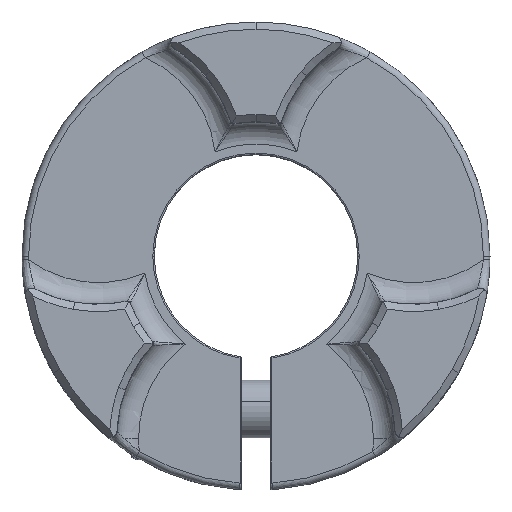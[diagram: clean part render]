
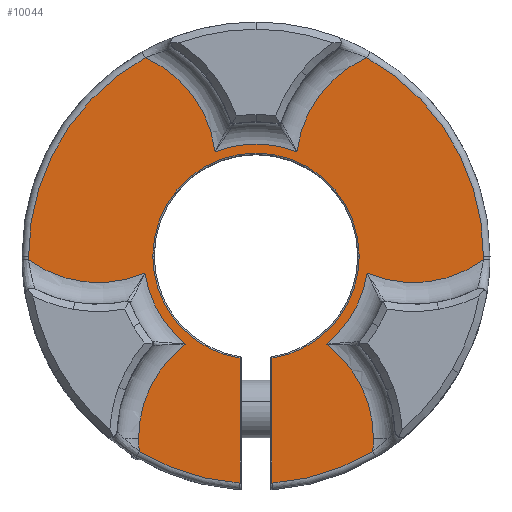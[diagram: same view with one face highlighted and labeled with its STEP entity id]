
A CAD part, top view. The second image highlights one B-rep face of the part: STEP entity #10044.
In plain terms, the highlighted planar face has unit normal (0, 0, 1).
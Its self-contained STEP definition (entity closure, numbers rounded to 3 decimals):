
#6703=CARTESIAN_POINT('',(-1.1,-7.014,10.4));
#6704=VERTEX_POINT('',#6703);
#7852=CARTESIAN_POINT('',(-1.1,-15.611,10.4));
#7853=VERTEX_POINT('',#7852);
#8097=CARTESIAN_POINT('',(1.1,-7.014,10.4));
#8098=VERTEX_POINT('',#8097);
#8141=CARTESIAN_POINT('',(-7.1,0.,10.4));
#8142=VERTEX_POINT('',#8141);
#8150=CARTESIAN_POINT('',(0.,0.,10.4));
#8151=DIRECTION('',(0.,0.,1.));
#8152=DIRECTION('',(1.,0.,-0.));
#8153=AXIS2_PLACEMENT_3D('',#8150,#8151,#8152);
#8154=CIRCLE('',#8153,7.1);
#8155=EDGE_CURVE('',#8142,#6704,#8154,.T.);
#9213=CARTESIAN_POINT('',(1.1,-15.611,10.4));
#9214=VERTEX_POINT('',#9213);
#9328=CARTESIAN_POINT('',(8.025,-13.436,10.4));
#9329=VERTEX_POINT('',#9328);
#9340=CARTESIAN_POINT('',(0.,0.,10.4));
#9341=DIRECTION('',(-0.,-0.,-1.));
#9342=DIRECTION('',(1.,0.,-0.));
#9343=AXIS2_PLACEMENT_3D('',#9340,#9341,#9342);
#9344=CIRCLE('',#9343,15.65);
#9345=EDGE_CURVE('',#9329,#9214,#9344,.T.);
#9865=CARTESIAN_POINT('',(0.,0.,10.4));
#9866=DIRECTION('',(0.,0.,1.));
#9867=DIRECTION('',(1.,0.,0.));
#9868=AXIS2_PLACEMENT_3D('',#9865,#9866,#9867);
#9869=PLANE('',#9868);
#9870=CARTESIAN_POINT('',(1.1,-115.613,10.4));
#9871=DIRECTION('',(-0.,1.,-0.));
#9872=VECTOR('',#9871,85.97);
#9873=LINE('',#9870,#9872);
#9874=EDGE_CURVE('',#9214,#8098,#9873,.T.);
#9875=ORIENTED_EDGE('',*,*,#9874,.F.);
#9876=ORIENTED_EDGE('',*,*,#9345,.F.);
#9877=CARTESIAN_POINT('',(8.077,-12.52,10.4));
#9878=VERTEX_POINT('',#9877);
#9879=CARTESIAN_POINT('',(-0.,-12.52,10.4));
#9880=DIRECTION('',(-0.,-0.,-1.));
#9881=DIRECTION('',(1.,0.,-0.));
#9882=AXIS2_PLACEMENT_3D('',#9879,#9880,#9881);
#9883=CIRCLE('',#9882,8.077);
#9884=EDGE_CURVE('',#9878,#9329,#9883,.T.);
#9885=ORIENTED_EDGE('',*,*,#9884,.F.);
#9886=CARTESIAN_POINT('',(4.823,-6.041,10.4));
#9887=VERTEX_POINT('',#9886);
#9888=CARTESIAN_POINT('',(-0.,-12.52,10.4));
#9889=DIRECTION('',(-0.,-0.,-1.));
#9890=DIRECTION('',(1.,0.,-0.));
#9891=AXIS2_PLACEMENT_3D('',#9888,#9889,#9890);
#9892=CIRCLE('',#9891,8.077);
#9893=EDGE_CURVE('',#9887,#9878,#9892,.T.);
#9894=ORIENTED_EDGE('',*,*,#9893,.F.);
#9895=CARTESIAN_POINT('',(7.643,-1.156,10.4));
#9896=VERTEX_POINT('',#9895);
#9897=CARTESIAN_POINT('',(0.,0.,10.4));
#9898=DIRECTION('',(-0.,-0.,-1.));
#9899=DIRECTION('',(1.,0.,-0.));
#9900=AXIS2_PLACEMENT_3D('',#9897,#9898,#9899);
#9901=CIRCLE('',#9900,7.73);
#9902=EDGE_CURVE('',#9896,#9887,#9901,.T.);
#9903=ORIENTED_EDGE('',*,*,#9902,.F.);
#9904=CARTESIAN_POINT('',(15.648,-0.232,10.4));
#9905=VERTEX_POINT('',#9904);
#9906=CARTESIAN_POINT('',(10.843,6.26,10.4));
#9907=DIRECTION('',(-0.,-0.,-1.));
#9908=DIRECTION('',(1.,0.,-0.));
#9909=AXIS2_PLACEMENT_3D('',#9906,#9907,#9908);
#9910=CIRCLE('',#9909,8.077);
#9911=EDGE_CURVE('',#9905,#9896,#9910,.T.);
#9912=ORIENTED_EDGE('',*,*,#9911,.F.);
#9913=CARTESIAN_POINT('',(15.65,-0.,10.4));
#9914=VERTEX_POINT('',#9913);
#9915=CARTESIAN_POINT('',(0.,0.,10.4));
#9916=DIRECTION('',(-0.,-0.,-1.));
#9917=DIRECTION('',(1.,0.,-0.));
#9918=AXIS2_PLACEMENT_3D('',#9915,#9916,#9917);
#9919=CIRCLE('',#9918,15.65);
#9920=EDGE_CURVE('',#9914,#9905,#9919,.T.);
#9921=ORIENTED_EDGE('',*,*,#9920,.F.);
#9922=CARTESIAN_POINT('',(7.623,13.668,10.4));
#9923=VERTEX_POINT('',#9922);
#9924=CARTESIAN_POINT('',(0.,0.,10.4));
#9925=DIRECTION('',(-0.,-0.,-1.));
#9926=DIRECTION('',(1.,0.,-0.));
#9927=AXIS2_PLACEMENT_3D('',#9924,#9925,#9926);
#9928=CIRCLE('',#9927,15.65);
#9929=EDGE_CURVE('',#9923,#9914,#9928,.T.);
#9930=ORIENTED_EDGE('',*,*,#9929,.F.);
#9931=CARTESIAN_POINT('',(2.82,7.197,10.4));
#9932=VERTEX_POINT('',#9931);
#9933=CARTESIAN_POINT('',(10.843,6.26,10.4));
#9934=DIRECTION('',(-0.,-0.,-1.));
#9935=DIRECTION('',(1.,0.,-0.));
#9936=AXIS2_PLACEMENT_3D('',#9933,#9934,#9935);
#9937=CIRCLE('',#9936,8.077);
#9938=EDGE_CURVE('',#9932,#9923,#9937,.T.);
#9939=ORIENTED_EDGE('',*,*,#9938,.F.);
#9940=CARTESIAN_POINT('',(-2.82,7.197,10.4));
#9941=VERTEX_POINT('',#9940);
#9942=CARTESIAN_POINT('',(0.,0.,10.4));
#9943=DIRECTION('',(-0.,-0.,-1.));
#9944=DIRECTION('',(1.,0.,-0.));
#9945=AXIS2_PLACEMENT_3D('',#9942,#9943,#9944);
#9946=CIRCLE('',#9945,7.73);
#9947=EDGE_CURVE('',#9941,#9932,#9946,.T.);
#9948=ORIENTED_EDGE('',*,*,#9947,.F.);
#9949=CARTESIAN_POINT('',(-7.623,13.668,10.4));
#9950=VERTEX_POINT('',#9949);
#9951=CARTESIAN_POINT('',(-10.843,6.26,10.4));
#9952=DIRECTION('',(-0.,-0.,-1.));
#9953=DIRECTION('',(1.,0.,-0.));
#9954=AXIS2_PLACEMENT_3D('',#9951,#9952,#9953);
#9955=CIRCLE('',#9954,8.077);
#9956=EDGE_CURVE('',#9950,#9941,#9955,.T.);
#9957=ORIENTED_EDGE('',*,*,#9956,.F.);
#9958=CARTESIAN_POINT('',(-15.65,0.,10.4));
#9959=VERTEX_POINT('',#9958);
#9960=CARTESIAN_POINT('',(0.,0.,10.4));
#9961=DIRECTION('',(-0.,-0.,-1.));
#9962=DIRECTION('',(1.,0.,-0.));
#9963=AXIS2_PLACEMENT_3D('',#9960,#9961,#9962);
#9964=CIRCLE('',#9963,15.65);
#9965=EDGE_CURVE('',#9959,#9950,#9964,.T.);
#9966=ORIENTED_EDGE('',*,*,#9965,.F.);
#9967=CARTESIAN_POINT('',(-15.648,-0.232,10.4));
#9968=VERTEX_POINT('',#9967);
#9969=CARTESIAN_POINT('',(0.,0.,10.4));
#9970=DIRECTION('',(-0.,-0.,-1.));
#9971=DIRECTION('',(1.,0.,-0.));
#9972=AXIS2_PLACEMENT_3D('',#9969,#9970,#9971);
#9973=CIRCLE('',#9972,15.65);
#9974=EDGE_CURVE('',#9968,#9959,#9973,.T.);
#9975=ORIENTED_EDGE('',*,*,#9974,.F.);
#9976=CARTESIAN_POINT('',(-7.643,-1.156,10.4));
#9977=VERTEX_POINT('',#9976);
#9978=CARTESIAN_POINT('',(-10.843,6.26,10.4));
#9979=DIRECTION('',(-0.,-0.,-1.));
#9980=DIRECTION('',(1.,0.,-0.));
#9981=AXIS2_PLACEMENT_3D('',#9978,#9979,#9980);
#9982=CIRCLE('',#9981,8.077);
#9983=EDGE_CURVE('',#9977,#9968,#9982,.T.);
#9984=ORIENTED_EDGE('',*,*,#9983,.F.);
#9985=CARTESIAN_POINT('',(-4.823,-6.041,10.4));
#9986=VERTEX_POINT('',#9985);
#9987=CARTESIAN_POINT('',(0.,0.,10.4));
#9988=DIRECTION('',(-0.,-0.,-1.));
#9989=DIRECTION('',(1.,0.,-0.));
#9990=AXIS2_PLACEMENT_3D('',#9987,#9988,#9989);
#9991=CIRCLE('',#9990,7.73);
#9992=EDGE_CURVE('',#9986,#9977,#9991,.T.);
#9993=ORIENTED_EDGE('',*,*,#9992,.F.);
#9994=CARTESIAN_POINT('',(-8.077,-12.52,10.4));
#9995=VERTEX_POINT('',#9994);
#9996=CARTESIAN_POINT('',(-0.,-12.52,10.4));
#9997=DIRECTION('',(-0.,-0.,-1.));
#9998=DIRECTION('',(1.,0.,-0.));
#9999=AXIS2_PLACEMENT_3D('',#9996,#9997,#9998);
#10000=CIRCLE('',#9999,8.077);
#10001=EDGE_CURVE('',#9995,#9986,#10000,.T.);
#10002=ORIENTED_EDGE('',*,*,#10001,.F.);
#10003=CARTESIAN_POINT('',(-8.025,-13.436,10.4));
#10004=VERTEX_POINT('',#10003);
#10005=CARTESIAN_POINT('',(-0.,-12.52,10.4));
#10006=DIRECTION('',(-0.,-0.,-1.));
#10007=DIRECTION('',(1.,0.,-0.));
#10008=AXIS2_PLACEMENT_3D('',#10005,#10006,#10007);
#10009=CIRCLE('',#10008,8.077);
#10010=EDGE_CURVE('',#10004,#9995,#10009,.T.);
#10011=ORIENTED_EDGE('',*,*,#10010,.F.);
#10012=CARTESIAN_POINT('',(0.,0.,10.4));
#10013=DIRECTION('',(-0.,-0.,-1.));
#10014=DIRECTION('',(1.,0.,-0.));
#10015=AXIS2_PLACEMENT_3D('',#10012,#10013,#10014);
#10016=CIRCLE('',#10015,15.65);
#10017=EDGE_CURVE('',#7853,#10004,#10016,.T.);
#10018=ORIENTED_EDGE('',*,*,#10017,.F.);
#10019=CARTESIAN_POINT('',(-1.1,-29.643,10.4));
#10020=DIRECTION('',(-0.,-1.,-0.));
#10021=VECTOR('',#10020,85.97);
#10022=LINE('',#10019,#10021);
#10023=EDGE_CURVE('',#6704,#7853,#10022,.T.);
#10024=ORIENTED_EDGE('',*,*,#10023,.F.);
#10025=ORIENTED_EDGE('',*,*,#8155,.F.);
#10026=CARTESIAN_POINT('',(7.1,-0.,10.4));
#10027=VERTEX_POINT('',#10026);
#10028=CARTESIAN_POINT('',(0.,0.,10.4));
#10029=DIRECTION('',(0.,0.,1.));
#10030=DIRECTION('',(1.,0.,-0.));
#10031=AXIS2_PLACEMENT_3D('',#10028,#10029,#10030);
#10032=CIRCLE('',#10031,7.1);
#10033=EDGE_CURVE('',#10027,#8142,#10032,.T.);
#10034=ORIENTED_EDGE('',*,*,#10033,.F.);
#10035=CARTESIAN_POINT('',(0.,0.,10.4));
#10036=DIRECTION('',(0.,0.,1.));
#10037=DIRECTION('',(1.,0.,-0.));
#10038=AXIS2_PLACEMENT_3D('',#10035,#10036,#10037);
#10039=CIRCLE('',#10038,7.1);
#10040=EDGE_CURVE('',#8098,#10027,#10039,.T.);
#10041=ORIENTED_EDGE('',*,*,#10040,.F.);
#10042=EDGE_LOOP('',(#9875,#9876,#9885,#9894,#9903,#9912,#9921,#9930,#9939,#9948,#9957,#9966,#9975,#9984,#9993,#10002,#10011,#10018,#10024,#10025,#10034,#10041));
#10043=FACE_BOUND('',#10042,.T.);
#10044=ADVANCED_FACE('',(#10043),#9869,.T.);
